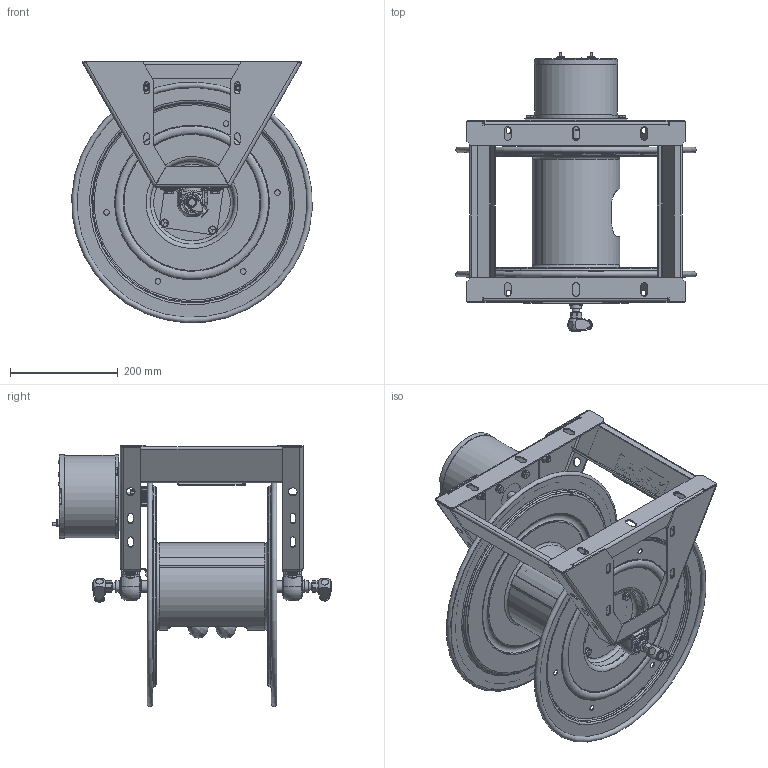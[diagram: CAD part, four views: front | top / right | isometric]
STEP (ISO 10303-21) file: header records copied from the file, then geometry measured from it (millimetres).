
FILE_DESCRIPTION(/* description */ (''),/* implementation_level */ '2;1');
FILE_NAME(/* name */ '1275HPL-A-8-E_SHARED.stp',/* time_stamp */ '2020-03-16T13:27:56-07:00',/* author */ ('NMelton'),/* organization */ (''),/* preprocessor_version */ 'ST-DEVELOPER v17',/* originating_system */ 'Autodesk Inventor 2019',/* authorisation */ '');
FILE_SCHEMA (('AUTOMOTIVE_DESIGN { 1 0 10303 214 3 1 1 }'));
Products named in the file (1): 1275HPL-A-8-E_SHARED
Bounding box: 447.02 x 519.55 x 486.02 mm (x, y, z)
Surface area: 1758094.2 mm2 (no closed solid volume)
Topology: 0 solids, 148 shells, 2937 faces, 10237 edges, 7198 vertices
Faces by surface type: cylinder 1143, plane 976, cone 311, bspline 308, torus 143, sphere 56
Full cylindrical faces by diameter (mm): 1.245 x4, 1.321 x4, 2.54 x1, 3.048 x1, 3.962 x1, 4.369 x2, 4.826 x1, 5.08 x2, 6.35 x1, 6.985 x4, 7.938 x7, 9.246 x4, 9.347 x2, 10.414 x6, 10.439 x1, 10.592 x2, 10.795 x2, 11.43 x12, 12.192 x2, 12.7 x7, 12.859 x4, 13.398 x2, 13.843 x2, 13.868 x2, 14.186 x4, 14.3 x1, 15.875 x3, 16.662 x4, 16.764 x1, 17.615 x8
Entity records: 126119 total; most frequent: CARTESIAN_POINT 40903, ORIENTED_EDGE 16444, DIRECTION 16008, EDGE_CURVE 10136, VERTEX_POINT 7198, AXIS2_PLACEMENT_3D 5850, LINE 4308, VECTOR 4308
